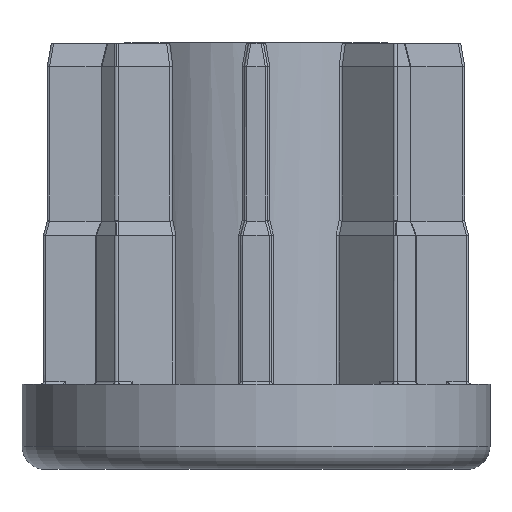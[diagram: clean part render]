
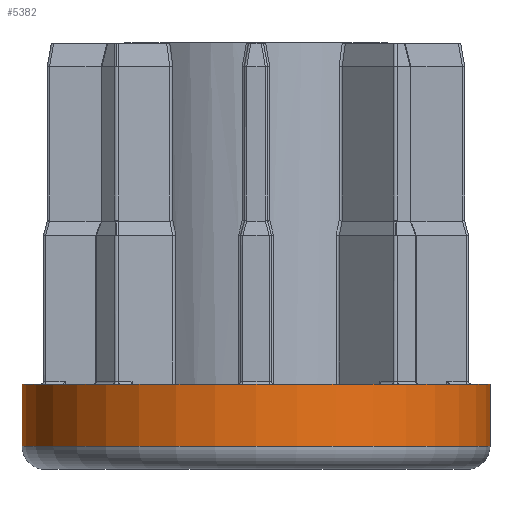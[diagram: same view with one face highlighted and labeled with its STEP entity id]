
A CAD part, front view. The second image highlights one B-rep face of the part: STEP entity #5382.
In plain terms, the highlighted cylindrical face has radius 30.15 mm (diameter 60.3 mm), a partial arc.
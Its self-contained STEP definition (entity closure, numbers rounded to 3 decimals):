
#245 = LINE ( 'NONE', #3171, #11359 ) ;
#1147 = CIRCLE ( 'NONE', #5590, 30.15 ) ;
#1162 = DIRECTION ( 'NONE',  ( 0., 0., -1. ) ) ;
#1506 = CARTESIAN_POINT ( 'NONE',  ( -30.15, 0., 3. ) ) ;
#1536 = AXIS2_PLACEMENT_3D ( 'NONE', #13094, #10352, #4213 ) ;
#2913 = EDGE_CURVE ( 'NONE', #4563, #9210, #245, .T. ) ;
#3171 = CARTESIAN_POINT ( 'NONE',  ( -30.15, 0., 11. ) ) ;
#3505 = VECTOR ( 'NONE', #1162, 1000. ) ;
#3561 = CARTESIAN_POINT ( 'NONE',  ( 0., 0., 11. ) ) ;
#3807 = EDGE_CURVE ( 'NONE', #9210, #13031, #10103, .T. ) ;
#4197 = DIRECTION ( 'NONE',  ( 0., 0., -1. ) ) ;
#4213 = DIRECTION ( 'NONE',  ( -1., 0., 0. ) ) ;
#4215 = CARTESIAN_POINT ( 'NONE',  ( -30.15, 0., 11. ) ) ;
#4241 = CARTESIAN_POINT ( 'NONE',  ( 30.15, 0., 11. ) ) ;
#4563 = VERTEX_POINT ( 'NONE', #4215 ) ;
#4572 = DIRECTION ( 'NONE',  ( 1., 0., 0. ) ) ;
#5028 = EDGE_CURVE ( 'NONE', #8532, #13031, #8925, .T. ) ;
#5358 = ORIENTED_EDGE ( 'NONE', *, *, #5028, .F. ) ;
#5382 = ADVANCED_FACE ( 'NONE', ( #12449 ), #7214, .T. ) ;
#5453 = AXIS2_PLACEMENT_3D ( 'NONE', #6241, #13138, #7290 ) ;
#5590 = AXIS2_PLACEMENT_3D ( 'NONE', #3561, #10700, #4572 ) ;
#6241 = CARTESIAN_POINT ( 'NONE',  ( 0., 0., 3. ) ) ;
#7214 = CYLINDRICAL_SURFACE ( 'NONE', #1536, 30.15 ) ;
#7290 = DIRECTION ( 'NONE',  ( 1., 0., 0. ) ) ;
#8325 = EDGE_LOOP ( 'NONE', ( #5358, #8796, #8440, #8738 ) ) ;
#8440 = ORIENTED_EDGE ( 'NONE', *, *, #2913, .T. ) ;
#8532 = VERTEX_POINT ( 'NONE', #4241 ) ;
#8738 = ORIENTED_EDGE ( 'NONE', *, *, #3807, .T. ) ;
#8796 = ORIENTED_EDGE ( 'NONE', *, *, #10819, .F. ) ;
#8925 = LINE ( 'NONE', #11481, #3505 ) ;
#9210 = VERTEX_POINT ( 'NONE', #1506 ) ;
#9505 = CARTESIAN_POINT ( 'NONE',  ( 30.15, 0., 3. ) ) ;
#10103 = CIRCLE ( 'NONE', #5453, 30.15 ) ;
#10352 = DIRECTION ( 'NONE',  ( 0., 0., -1. ) ) ;
#10700 = DIRECTION ( 'NONE',  ( 0., 0., 1. ) ) ;
#10819 = EDGE_CURVE ( 'NONE', #4563, #8532, #1147, .T. ) ;
#11359 = VECTOR ( 'NONE', #4197, 1000. ) ;
#11481 = CARTESIAN_POINT ( 'NONE',  ( 30.15, 0., 11. ) ) ;
#12449 = FACE_OUTER_BOUND ( 'NONE', #8325, .T. ) ;
#13031 = VERTEX_POINT ( 'NONE', #9505 ) ;
#13094 = CARTESIAN_POINT ( 'NONE',  ( 0., 0., 11. ) ) ;
#13138 = DIRECTION ( 'NONE',  ( 0., 0., 1. ) ) ;
